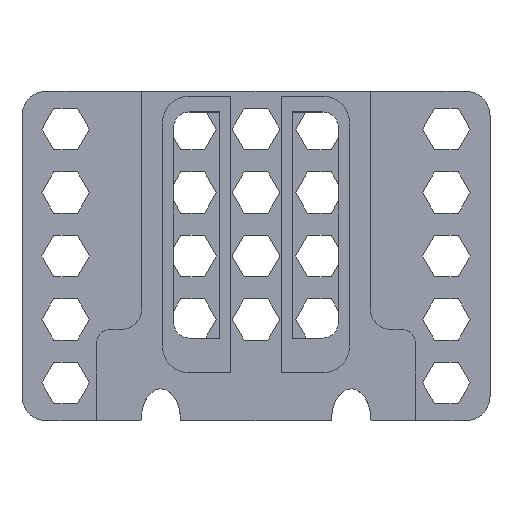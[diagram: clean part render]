
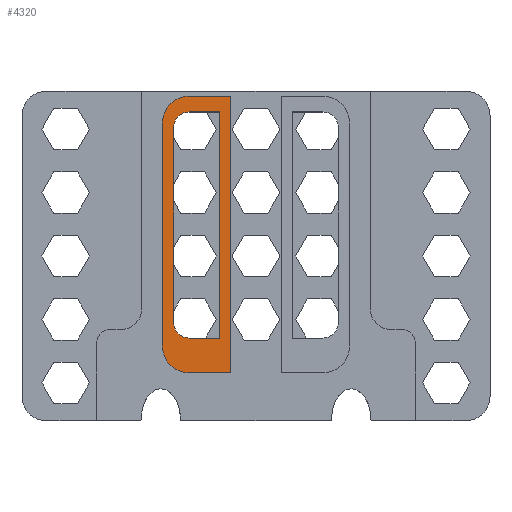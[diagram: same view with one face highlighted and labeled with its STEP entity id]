
A CAD part, top view. The second image highlights one B-rep face of the part: STEP entity #4320.
In plain terms, the highlighted planar face has unit normal (0, 0, 1).
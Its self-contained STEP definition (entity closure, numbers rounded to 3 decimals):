
#61=FACE_BOUND('',#675,.T.);
#229=PLANE('',#4578);
#428=FACE_OUTER_BOUND('',#674,.T.);
#674=EDGE_LOOP('',(#3977,#3978,#3979,#3980,#3981,#3982));
#675=EDGE_LOOP('',(#3983,#3984,#3985,#3986,#3987,#3988));
#1211=LINE('',#6801,#1771);
#1212=LINE('',#6805,#1772);
#1213=LINE('',#6807,#1773);
#1214=LINE('',#6808,#1774);
#1215=LINE('',#6811,#1775);
#1216=LINE('',#6815,#1776);
#1217=LINE('',#6817,#1777);
#1218=LINE('',#6819,#1778);
#1771=VECTOR('',#5559,10.);
#1772=VECTOR('',#5562,10.);
#1773=VECTOR('',#5563,10.);
#1774=VECTOR('',#5564,10.);
#1775=VECTOR('',#5565,10.);
#1776=VECTOR('',#5568,10.);
#1777=VECTOR('',#5569,10.);
#1778=VECTOR('',#5570,10.);
#1858=CIRCLE('',#4577,3.4);
#1859=CIRCLE('',#4579,3.4);
#1860=CIRCLE('',#4580,2.);
#1861=CIRCLE('',#4581,2.);
#2235=VERTEX_POINT('',#6794);
#2236=VERTEX_POINT('',#6796);
#2237=VERTEX_POINT('',#6800);
#2238=VERTEX_POINT('',#6802);
#2239=VERTEX_POINT('',#6804);
#2240=VERTEX_POINT('',#6806);
#2241=VERTEX_POINT('',#6809);
#2242=VERTEX_POINT('',#6810);
#2243=VERTEX_POINT('',#6812);
#2244=VERTEX_POINT('',#6814);
#2245=VERTEX_POINT('',#6816);
#2246=VERTEX_POINT('',#6818);
#2823=EDGE_CURVE('',#2235,#2236,#1858,.T.);
#2825=EDGE_CURVE('',#2235,#2237,#1211,.F.);
#2826=EDGE_CURVE('',#2238,#2237,#1859,.T.);
#2827=EDGE_CURVE('',#2238,#2239,#1212,.F.);
#2828=EDGE_CURVE('',#2239,#2240,#1213,.F.);
#2829=EDGE_CURVE('',#2240,#2236,#1214,.F.);
#2830=EDGE_CURVE('',#2241,#2242,#1215,.T.);
#2831=EDGE_CURVE('',#2242,#2243,#1860,.T.);
#2832=EDGE_CURVE('',#2243,#2244,#1216,.T.);
#2833=EDGE_CURVE('',#2244,#2245,#1217,.T.);
#2834=EDGE_CURVE('',#2245,#2246,#1218,.T.);
#2835=EDGE_CURVE('',#2246,#2241,#1861,.T.);
#3977=ORIENTED_EDGE('',*,*,#2823,.F.);
#3978=ORIENTED_EDGE('',*,*,#2825,.T.);
#3979=ORIENTED_EDGE('',*,*,#2826,.F.);
#3980=ORIENTED_EDGE('',*,*,#2827,.T.);
#3981=ORIENTED_EDGE('',*,*,#2828,.T.);
#3982=ORIENTED_EDGE('',*,*,#2829,.T.);
#3983=ORIENTED_EDGE('',*,*,#2830,.T.);
#3984=ORIENTED_EDGE('',*,*,#2831,.T.);
#3985=ORIENTED_EDGE('',*,*,#2832,.T.);
#3986=ORIENTED_EDGE('',*,*,#2833,.T.);
#3987=ORIENTED_EDGE('',*,*,#2834,.T.);
#3988=ORIENTED_EDGE('',*,*,#2835,.T.);
#4320=ADVANCED_FACE('',(#428,#61),#229,.T.);
#4577=AXIS2_PLACEMENT_3D('',#6797,#5554,#5555);
#4578=AXIS2_PLACEMENT_3D('',#6799,#5557,#5558);
#4579=AXIS2_PLACEMENT_3D('',#6803,#5560,#5561);
#4580=AXIS2_PLACEMENT_3D('',#6813,#5566,#5567);
#4581=AXIS2_PLACEMENT_3D('',#6820,#5571,#5572);
#5554=DIRECTION('center_axis',(0.,0.,-1.));
#5555=DIRECTION('ref_axis',(-0.707,0.707,0.));
#5557=DIRECTION('center_axis',(0.,0.,1.));
#5558=DIRECTION('ref_axis',(1.,0.,0.));
#5559=DIRECTION('',(0.,1.,0.));
#5560=DIRECTION('center_axis',(0.,0.,-1.));
#5561=DIRECTION('ref_axis',(-0.707,-0.707,0.));
#5562=DIRECTION('',(-1.,0.,0.));
#5563=DIRECTION('',(0.,-1.,0.));
#5564=DIRECTION('',(1.,0.,0.));
#5565=DIRECTION('',(0.,1.,0.));
#5566=DIRECTION('center_axis',(0.,0.,-1.));
#5567=DIRECTION('ref_axis',(0.,1.,0.));
#5568=DIRECTION('',(1.,0.,0.));
#5569=DIRECTION('',(0.,-1.,0.));
#5570=DIRECTION('',(-1.,0.,0.));
#5571=DIRECTION('center_axis',(0.,0.,-1.));
#5572=DIRECTION('ref_axis',(-1.,0.,0.));
#6794=CARTESIAN_POINT('',(-11.8,16.75,3.6));
#6796=CARTESIAN_POINT('',(-8.4,20.15,3.6));
#6797=CARTESIAN_POINT('Origin',(-8.4,16.75,3.6));
#6799=CARTESIAN_POINT('Origin',(0.,3.9,3.6));
#6800=CARTESIAN_POINT('',(-11.8,-11.35,3.6));
#6801=CARTESIAN_POINT('',(-11.8,10.025,3.6));
#6802=CARTESIAN_POINT('',(-8.4,-14.75,3.6));
#6803=CARTESIAN_POINT('Origin',(-8.4,-11.35,3.6));
#6804=CARTESIAN_POINT('',(-3.2,-14.75,3.6));
#6805=CARTESIAN_POINT('',(-4.2,-14.75,3.6));
#6806=CARTESIAN_POINT('',(-3.2,20.15,3.6));
#6807=CARTESIAN_POINT('',(-3.2,-3.725,3.6));
#6808=CARTESIAN_POINT('',(-1.8,20.15,3.6));
#6809=CARTESIAN_POINT('',(-10.4,-8.35,3.6));
#6810=CARTESIAN_POINT('',(-10.4,16.15,3.6));
#6811=CARTESIAN_POINT('',(-10.4,-2.225,3.6));
#6812=CARTESIAN_POINT('',(-8.4,18.15,3.6));
#6813=CARTESIAN_POINT('Origin',(-8.4,16.15,3.6));
#6814=CARTESIAN_POINT('',(-4.6,18.15,3.6));
#6815=CARTESIAN_POINT('',(-4.2,18.15,3.6));
#6816=CARTESIAN_POINT('',(-4.6,-10.35,3.6));
#6817=CARTESIAN_POINT('',(-4.6,11.025,3.6));
#6818=CARTESIAN_POINT('',(-8.4,-10.35,3.6));
#6819=CARTESIAN_POINT('',(-2.3,-10.35,3.6));
#6820=CARTESIAN_POINT('Origin',(-8.4,-8.35,3.6));
